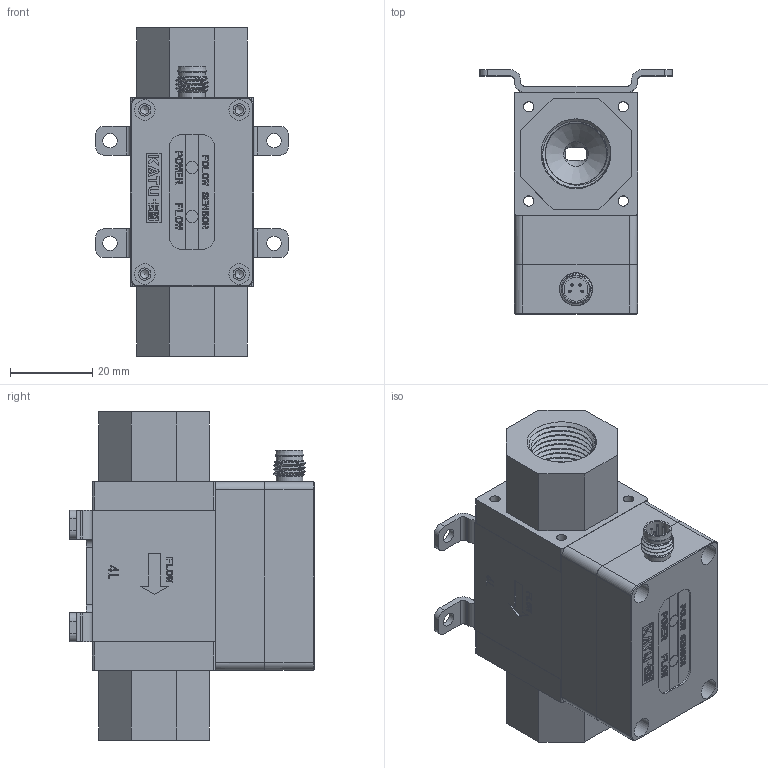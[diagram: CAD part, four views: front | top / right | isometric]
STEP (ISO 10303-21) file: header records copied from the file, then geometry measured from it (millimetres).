
FILE_DESCRIPTION(/* description */ (''),/* implementation_level */ '2;1');
FILE_NAME(/* name */ 'FTS520-004ARKM-004T.stp',/* time_stamp */ '2022-12-13T11:44:37+08:00',/* author */ (''),/* organization */ (''),/* preprocessor_version */ 'ST-DEVELOPER v16',/* originating_system */ 'SIEMENS PLM Software NX 10.0',/* authorisation */ '');
FILE_SCHEMA (('CONFIG_CONTROL_DESIGN'));
Length unit declared in the file: millimetre
Products named in the file (1): FTS520-004ARK
Bounding box: 47 x 59.5 x 80 mm (x, y, z)
Volume: 54470.5 mm3; surface area: 40747 mm2
Topology: 6 solids, 6 shells, 1136 faces, 3070 edges, 2034 vertices
Faces by surface type: plane 744, cylinder 226, extrusion 117, cone 37, bspline 8, sphere 4
Full cylindrical faces by diameter (mm): 0.6 x4, 1.5 x2, 1.6 x2, 1.7 x2, 2 x6, 2.05 x8, 2.5 x12, 3 x17, 3.5 x5, 4 x3, 5 x4, 5.8 x1, 6 x4, 6.5 x3, 7 x1, 8 x1, 8.5 x1, 9 x1, 9.5 x2, 12 x2, 12.5 x2
Entity records: 44928 total; most frequent: CARTESIAN_POINT 18141, ORIENTED_EDGE 5762, DIRECTION 4722, EDGE_CURVE 2881, VERTEX_POINT 1973, VECTOR 1744, LINE 1627, AXIS2_PLACEMENT_3D 1489
